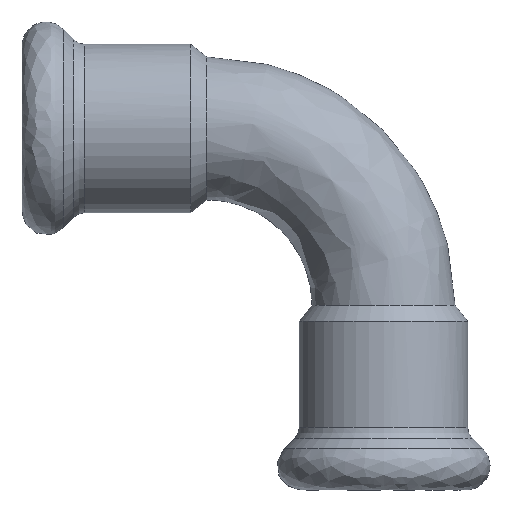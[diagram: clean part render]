
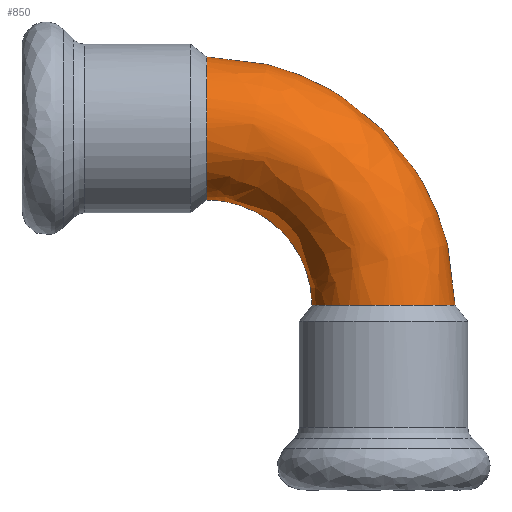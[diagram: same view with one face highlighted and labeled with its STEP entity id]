
A CAD part, front view. The second image highlights one B-rep face of the part: STEP entity #850.
In plain terms, the highlighted free-form (B-spline) face has degree [2, 2] with [9, 3] control points.
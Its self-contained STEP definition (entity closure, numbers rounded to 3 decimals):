
#332 = EDGE_CURVE('',#333,#335,#337,.T.);
#333 = VERTEX_POINT('',#334);
#334 = CARTESIAN_POINT('',(45.,8.9,-22.));
#335 = VERTEX_POINT('',#336);
#336 = CARTESIAN_POINT('',(45.,-8.9,-22.));
#337 = ( BOUNDED_CURVE() B_SPLINE_CURVE(2,(#338,#339,#340,#341,#342),
.UNSPECIFIED.,.F.,.F.) B_SPLINE_CURVE_WITH_KNOTS((3,2,3),(0.,
1.571,3.142),.UNSPECIFIED.) CURVE() 
GEOMETRIC_REPRESENTATION_ITEM() RATIONAL_B_SPLINE_CURVE((1.,
0.707,1.,0.707,1.)) REPRESENTATION_ITEM('') );
#338 = CARTESIAN_POINT('',(45.,8.9,-22.));
#339 = CARTESIAN_POINT('',(53.9,8.9,-22.));
#340 = CARTESIAN_POINT('',(53.9,0.,-22.));
#341 = CARTESIAN_POINT('',(53.9,-8.9,-22.));
#342 = CARTESIAN_POINT('',(45.,-8.9,-22.));
#352 = EDGE_CURVE('',#335,#353,#355,.T.);
#353 = VERTEX_POINT('',#354);
#354 = CARTESIAN_POINT('',(36.1,0.,-22.));
#355 = ( BOUNDED_CURVE() B_SPLINE_CURVE(2,(#356,#357,#358),
.UNSPECIFIED.,.F.,.F.) B_SPLINE_CURVE_WITH_KNOTS((3,3),(3.142,
4.712),.PIECEWISE_BEZIER_KNOTS.) CURVE() 
GEOMETRIC_REPRESENTATION_ITEM() RATIONAL_B_SPLINE_CURVE((1.,
0.707,1.)) REPRESENTATION_ITEM('') );
#356 = CARTESIAN_POINT('',(45.,-8.9,-22.));
#357 = CARTESIAN_POINT('',(36.1,-8.9,-22.));
#358 = CARTESIAN_POINT('',(36.1,0.,-22.));
#360 = EDGE_CURVE('',#353,#333,#361,.T.);
#361 = ( BOUNDED_CURVE() B_SPLINE_CURVE(2,(#362,#363,#364),
.UNSPECIFIED.,.F.,.F.) B_SPLINE_CURVE_WITH_KNOTS((3,3),(4.712,
6.283),.PIECEWISE_BEZIER_KNOTS.) CURVE() 
GEOMETRIC_REPRESENTATION_ITEM() RATIONAL_B_SPLINE_CURVE((1.,
0.707,1.)) REPRESENTATION_ITEM('') );
#362 = CARTESIAN_POINT('',(36.1,0.,-22.));
#363 = CARTESIAN_POINT('',(36.1,8.9,-22.));
#364 = CARTESIAN_POINT('',(45.,8.9,-22.));
#850 = ADVANCED_FACE('',(#851),#889,.T.);
#851 = FACE_BOUND('',#852,.T.);
#852 = EDGE_LOOP('',(#853,#854,#855,#863,#871,#881,#887,#888));
#853 = ORIENTED_EDGE('',*,*,#332,.F.);
#854 = ORIENTED_EDGE('',*,*,#360,.F.);
#855 = ORIENTED_EDGE('',*,*,#856,.T.);
#856 = EDGE_CURVE('',#353,#857,#859,.T.);
#857 = VERTEX_POINT('',#858);
#858 = CARTESIAN_POINT('',(23.,0.,-8.9));
#859 = ( BOUNDED_CURVE() B_SPLINE_CURVE(2,(#860,#861,#862),
.UNSPECIFIED.,.F.,.F.) B_SPLINE_CURVE_WITH_KNOTS((3,3),(-1.571,
0.),.PIECEWISE_BEZIER_KNOTS.) CURVE() 
GEOMETRIC_REPRESENTATION_ITEM() RATIONAL_B_SPLINE_CURVE((1.,
0.707,1.)) REPRESENTATION_ITEM('') );
#860 = CARTESIAN_POINT('',(36.1,0.,-22.));
#861 = CARTESIAN_POINT('',(36.1,0.,-8.9));
#862 = CARTESIAN_POINT('',(23.,0.,-8.9));
#863 = ORIENTED_EDGE('',*,*,#864,.T.);
#864 = EDGE_CURVE('',#857,#865,#867,.T.);
#865 = VERTEX_POINT('',#866);
#866 = CARTESIAN_POINT('',(23.,8.9,0.));
#867 = ( BOUNDED_CURVE() B_SPLINE_CURVE(2,(#868,#869,#870),
.UNSPECIFIED.,.F.,.F.) B_SPLINE_CURVE_WITH_KNOTS((3,3),(4.712,
6.283),.PIECEWISE_BEZIER_KNOTS.) CURVE() 
GEOMETRIC_REPRESENTATION_ITEM() RATIONAL_B_SPLINE_CURVE((1.,
0.707,1.)) REPRESENTATION_ITEM('') );
#868 = CARTESIAN_POINT('',(23.,0.,-8.9));
#869 = CARTESIAN_POINT('',(23.,8.9,-8.9));
#870 = CARTESIAN_POINT('',(23.,8.9,0.));
#871 = ORIENTED_EDGE('',*,*,#872,.T.);
#872 = EDGE_CURVE('',#865,#873,#875,.T.);
#873 = VERTEX_POINT('',#874);
#874 = CARTESIAN_POINT('',(23.,-8.9,0.));
#875 = ( BOUNDED_CURVE() B_SPLINE_CURVE(2,(#876,#877,#878,#879,#880),
.UNSPECIFIED.,.F.,.F.) B_SPLINE_CURVE_WITH_KNOTS((3,2,3),(0.,
1.571,3.142),.UNSPECIFIED.) CURVE() 
GEOMETRIC_REPRESENTATION_ITEM() RATIONAL_B_SPLINE_CURVE((1.,
0.707,1.,0.707,1.)) REPRESENTATION_ITEM('') );
#876 = CARTESIAN_POINT('',(23.,8.9,0.));
#877 = CARTESIAN_POINT('',(23.,8.9,8.9));
#878 = CARTESIAN_POINT('',(23.,0.,8.9));
#879 = CARTESIAN_POINT('',(23.,-8.9,8.9));
#880 = CARTESIAN_POINT('',(23.,-8.9,0.));
#881 = ORIENTED_EDGE('',*,*,#882,.T.);
#882 = EDGE_CURVE('',#873,#857,#883,.T.);
#883 = ( BOUNDED_CURVE() B_SPLINE_CURVE(2,(#884,#885,#886),
.UNSPECIFIED.,.F.,.F.) B_SPLINE_CURVE_WITH_KNOTS((3,3),(3.142,
4.712),.PIECEWISE_BEZIER_KNOTS.) CURVE() 
GEOMETRIC_REPRESENTATION_ITEM() RATIONAL_B_SPLINE_CURVE((1.,
0.707,1.)) REPRESENTATION_ITEM('') );
#884 = CARTESIAN_POINT('',(23.,-8.9,0.));
#885 = CARTESIAN_POINT('',(23.,-8.9,-8.9));
#886 = CARTESIAN_POINT('',(23.,0.,-8.9));
#887 = ORIENTED_EDGE('',*,*,#856,.F.);
#888 = ORIENTED_EDGE('',*,*,#352,.F.);
#889 = ( BOUNDED_SURFACE() B_SPLINE_SURFACE(2,2,(
    (#890,#891,#892)
    ,(#893,#894,#895)
    ,(#896,#897,#898)
    ,(#899,#900,#901)
    ,(#902,#903,#904)
    ,(#905,#906,#907)
    ,(#908,#909,#910)
    ,(#911,#912,#913)
    ,(#914,#915,#916
)),.UNSPECIFIED.,.T.,.F.,.F.) B_SPLINE_SURFACE_WITH_KNOTS((1,2,2,2,2,2,1
    ),(3,3),(-4.712,-3.142,-1.571,0.,
    1.571,3.142,4.712),(0.,
1.571),.UNSPECIFIED.) GEOMETRIC_REPRESENTATION_ITEM() 
RATIONAL_B_SPLINE_SURFACE((
    (1.,0.707,1.)
    ,(0.707,0.5,0.707)
    ,(1.,0.707,1.)
    ,(0.707,0.5,0.707)
    ,(1.,0.707,1.)
    ,(0.707,0.5,0.707)
    ,(1.,0.707,1.)
    ,(0.707,0.5,0.707)
,(1.,0.707,1.))) REPRESENTATION_ITEM('') SURFACE() );
#890 = CARTESIAN_POINT('',(23.,0.,-8.9));
#891 = CARTESIAN_POINT('',(36.1,0.,-8.9));
#892 = CARTESIAN_POINT('',(36.1,0.,-22.));
#893 = CARTESIAN_POINT('',(23.,8.9,-8.9));
#894 = CARTESIAN_POINT('',(36.1,8.9,-8.9));
#895 = CARTESIAN_POINT('',(36.1,8.9,-22.));
#896 = CARTESIAN_POINT('',(23.,8.9,0.));
#897 = CARTESIAN_POINT('',(45.,8.9,0.));
#898 = CARTESIAN_POINT('',(45.,8.9,-22.));
#899 = CARTESIAN_POINT('',(23.,8.9,8.9));
#900 = CARTESIAN_POINT('',(53.9,8.9,8.9));
#901 = CARTESIAN_POINT('',(53.9,8.9,-22.));
#902 = CARTESIAN_POINT('',(23.,0.,8.9));
#903 = CARTESIAN_POINT('',(53.9,0.,8.9));
#904 = CARTESIAN_POINT('',(53.9,0.,-22.));
#905 = CARTESIAN_POINT('',(23.,-8.9,8.9));
#906 = CARTESIAN_POINT('',(53.9,-8.9,8.9));
#907 = CARTESIAN_POINT('',(53.9,-8.9,-22.));
#908 = CARTESIAN_POINT('',(23.,-8.9,0.));
#909 = CARTESIAN_POINT('',(45.,-8.9,0.));
#910 = CARTESIAN_POINT('',(45.,-8.9,-22.));
#911 = CARTESIAN_POINT('',(23.,-8.9,-8.9));
#912 = CARTESIAN_POINT('',(36.1,-8.9,-8.9));
#913 = CARTESIAN_POINT('',(36.1,-8.9,-22.));
#914 = CARTESIAN_POINT('',(23.,0.,-8.9));
#915 = CARTESIAN_POINT('',(36.1,0.,-8.9));
#916 = CARTESIAN_POINT('',(36.1,0.,-22.));
